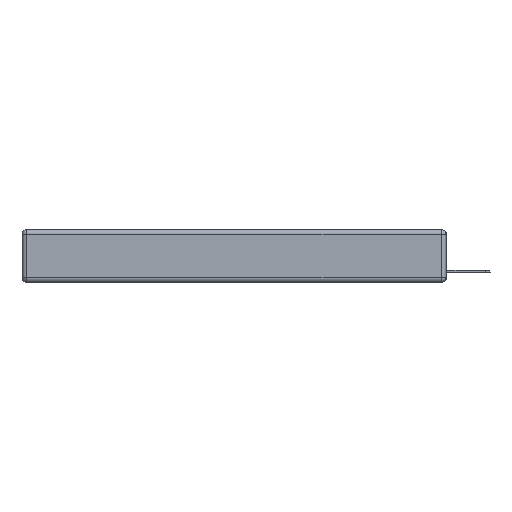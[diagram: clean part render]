
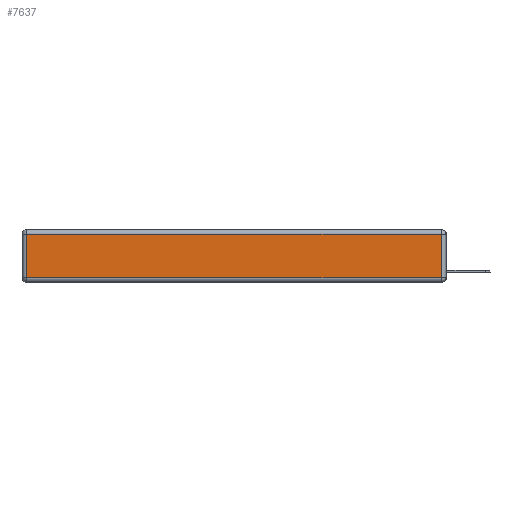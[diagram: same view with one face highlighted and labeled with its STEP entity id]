
A CAD part, left-side view. The second image highlights one B-rep face of the part: STEP entity #7637.
In plain terms, the highlighted planar face has unit normal (-1, 0, 0).
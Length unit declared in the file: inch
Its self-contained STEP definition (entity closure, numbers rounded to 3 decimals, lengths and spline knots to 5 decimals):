
#579 = EDGE_CURVE ( 'NONE', #11018, #9463, #11017, .T. ) ;
#623 = CARTESIAN_POINT ( 'NONE',  ( 0., 0.03, -0.343 ) ) ;
#1197 = VECTOR ( 'NONE', #4246, 39.37008 ) ;
#1606 = DIRECTION ( 'NONE',  ( 0., 0., 1. ) ) ;
#1682 = DIRECTION ( 'NONE',  ( 0., 0., -1. ) ) ;
#1791 = ORIENTED_EDGE ( 'NONE', *, *, #5487, .T. ) ;
#1967 = EDGE_LOOP ( 'NONE', ( #3404, #1791, #4565, #7092 ) ) ;
#2033 = CARTESIAN_POINT ( 'NONE',  ( 0., 2.72, -0.313 ) ) ;
#2125 = VECTOR ( 'NONE', #1606, 39.37008 ) ;
#2418 = VECTOR ( 'NONE', #1682, 39.37008 ) ;
#2815 = PLANE ( 'NONE',  #9630 ) ;
#3404 = ORIENTED_EDGE ( 'NONE', *, *, #4679, .T. ) ;
#4246 = DIRECTION ( 'NONE',  ( 0., 1., 0. ) ) ;
#4430 = LINE ( 'NONE', #623, #2125 ) ;
#4565 = ORIENTED_EDGE ( 'NONE', *, *, #579, .T. ) ;
#4679 = EDGE_CURVE ( 'NONE', #7813, #9839, #10942, .T. ) ;
#4865 = CARTESIAN_POINT ( 'NONE',  ( 0., 2.72, -0.03 ) ) ;
#5265 = LINE ( 'NONE', #13172, #2418 ) ;
#5487 = EDGE_CURVE ( 'NONE', #9839, #11018, #4430, .T. ) ;
#7011 = DIRECTION ( 'NONE',  ( -1., 0., 0. ) ) ;
#7092 = ORIENTED_EDGE ( 'NONE', *, *, #10396, .T. ) ;
#7106 = CARTESIAN_POINT ( 'NONE',  ( 0., 0., -0.343 ) ) ;
#7594 = CARTESIAN_POINT ( 'NONE',  ( 0., 0.03, -0.313 ) ) ;
#7637 = ADVANCED_FACE ( 'NONE', ( #13563 ), #2815, .T. ) ;
#7748 = CARTESIAN_POINT ( 'NONE',  ( 0., 0.03, -0.03 ) ) ;
#7813 = VERTEX_POINT ( 'NONE', #2033 ) ;
#8491 = CARTESIAN_POINT ( 'NONE',  ( 0., 2.75, -0.03 ) ) ;
#9455 = VECTOR ( 'NONE', #11935, 39.37008 ) ;
#9463 = VERTEX_POINT ( 'NONE', #4865 ) ;
#9630 = AXIS2_PLACEMENT_3D ( 'NONE', #7106, #7011, #10229 ) ;
#9839 = VERTEX_POINT ( 'NONE', #7594 ) ;
#10229 = DIRECTION ( 'NONE',  ( 0., 0., 1. ) ) ;
#10396 = EDGE_CURVE ( 'NONE', #9463, #7813, #5265, .T. ) ;
#10942 = LINE ( 'NONE', #13120, #9455 ) ;
#11017 = LINE ( 'NONE', #8491, #1197 ) ;
#11018 = VERTEX_POINT ( 'NONE', #7748 ) ;
#11935 = DIRECTION ( 'NONE',  ( 0., -1., 0. ) ) ;
#13120 = CARTESIAN_POINT ( 'NONE',  ( 0., 0., -0.313 ) ) ;
#13172 = CARTESIAN_POINT ( 'NONE',  ( 0., 2.72, -0.343 ) ) ;
#13563 = FACE_OUTER_BOUND ( 'NONE', #1967, .T. ) ;
